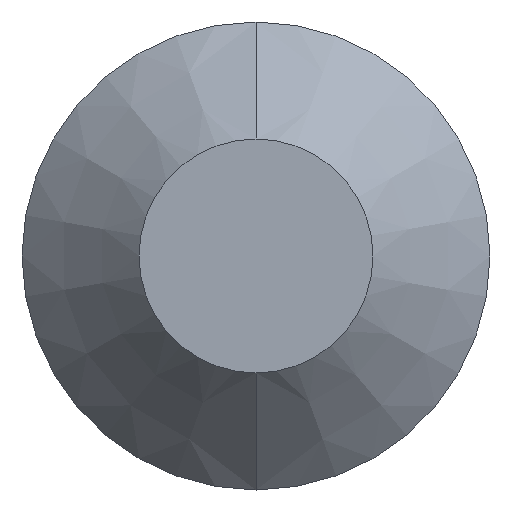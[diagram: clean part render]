
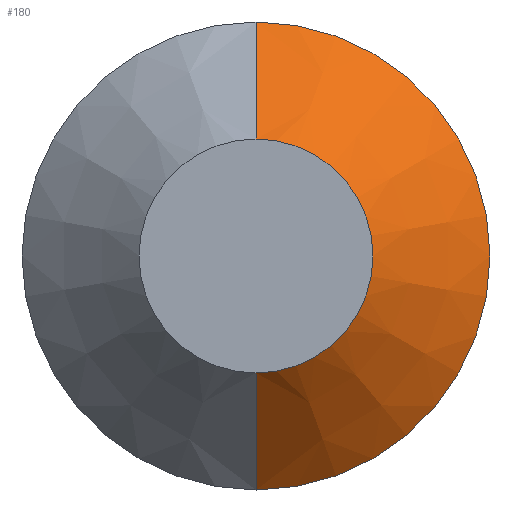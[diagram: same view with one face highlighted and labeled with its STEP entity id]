
A CAD part, front view. The second image highlights one B-rep face of the part: STEP entity #180.
In plain terms, the highlighted conical face has half-angle 45 degrees and reference radius 4 mm.
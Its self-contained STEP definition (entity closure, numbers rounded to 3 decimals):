
#24 = LINE ( 'NONE', #258, #361 ) ;
#107 = CIRCLE ( 'NONE', #108, 2. ) ;
#108 = AXIS2_PLACEMENT_3D ( 'NONE', #845, #846, #847 ) ;
#117 = CARTESIAN_POINT ( 'NONE',  ( 0., -2.3, -2. ) ) ;
#135 = CARTESIAN_POINT ( 'NONE',  ( 0., -0.3, -4. ) ) ;
#141 = CARTESIAN_POINT ( 'NONE',  ( 0., -0.3, 4. ) ) ;
#142 = CARTESIAN_POINT ( 'NONE',  ( 0., -2.3, 2. ) ) ;
#145 = EDGE_CURVE ( 'NONE', #656, #658, #107, .T. ) ;
#147 = EDGE_CURVE ( 'NONE', #656, #659, #708, .T. ) ;
#155 = EDGE_CURVE ( 'NONE', #659, #654, #278, .T. ) ;
#180 = ADVANCED_FACE ( 'NONE', ( #726 ), #297, .T. ) ;
#235 = EDGE_CURVE ( 'NONE', #658, #654, #24, .T. ) ;
#257 = DIRECTION ( 'NONE',  ( 0., 0.707, -0.707 ) ) ;
#258 = CARTESIAN_POINT ( 'NONE',  ( 0., -0.3, -4. ) ) ;
#278 = CIRCLE ( 'NONE', #280, 4. ) ;
#280 = AXIS2_PLACEMENT_3D ( 'NONE', #828, #819, #818 ) ;
#297 = CONICAL_SURFACE ( 'NONE', #302, 4., 0.785 ) ;
#302 = AXIS2_PLACEMENT_3D ( 'NONE', #759, #757, #756 ) ;
#361 = VECTOR ( 'NONE', #257, 1000. ) ;
#601 = EDGE_LOOP ( 'NONE', ( #692, #700, #699, #698 ) ) ;
#654 = VERTEX_POINT ( 'NONE', #135 ) ;
#656 = VERTEX_POINT ( 'NONE', #142 ) ;
#658 = VERTEX_POINT ( 'NONE', #117 ) ;
#659 = VERTEX_POINT ( 'NONE', #141 ) ;
#692 = ORIENTED_EDGE ( 'NONE', *, *, #145, .T. ) ;
#698 = ORIENTED_EDGE ( 'NONE', *, *, #147, .F. ) ;
#699 = ORIENTED_EDGE ( 'NONE', *, *, #155, .F. ) ;
#700 = ORIENTED_EDGE ( 'NONE', *, *, #235, .T. ) ;
#708 = LINE ( 'NONE', #851, #853 ) ;
#726 = FACE_OUTER_BOUND ( 'NONE', #601, .T. ) ;
#756 = DIRECTION ( 'NONE',  ( 0., 0., 1. ) ) ;
#757 = DIRECTION ( 'NONE',  ( 0., 1., 0. ) ) ;
#759 = CARTESIAN_POINT ( 'NONE',  ( 0., -0.3, 0. ) ) ;
#818 = DIRECTION ( 'NONE',  ( 0., 0., 1. ) ) ;
#819 = DIRECTION ( 'NONE',  ( 0., 1., 0. ) ) ;
#828 = CARTESIAN_POINT ( 'NONE',  ( 0., -0.3, 0. ) ) ;
#837 = DIRECTION ( 'NONE',  ( 0., 0.707, 0.707 ) ) ;
#845 = CARTESIAN_POINT ( 'NONE',  ( 0., -2.3, 0. ) ) ;
#846 = DIRECTION ( 'NONE',  ( 0., 1., 0. ) ) ;
#847 = DIRECTION ( 'NONE',  ( 0., 0., 1. ) ) ;
#851 = CARTESIAN_POINT ( 'NONE',  ( 0., -0.3, 4. ) ) ;
#853 = VECTOR ( 'NONE', #837, 1000. ) ;
